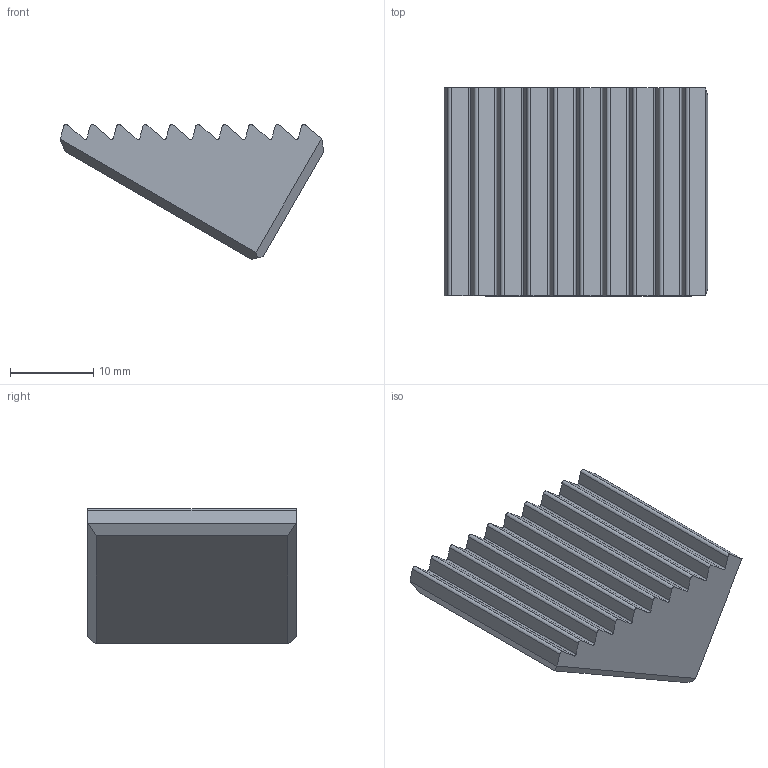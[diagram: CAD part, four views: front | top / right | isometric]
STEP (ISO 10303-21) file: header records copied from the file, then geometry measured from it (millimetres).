
FILE_DESCRIPTION( ( 'Unknown' ), '1' );
FILE_NAME( 'SU25-25030.stp', 'Unknown', ( 'Unknown' ), ( 'Unknown' ), 'XStep 1.0', 'Unknown', ' ' );
FILE_SCHEMA( ( 'CONFIG_CONTROL_DESIGN' ) );
Length unit declared in the file: millimetre
Products named in the file (1): 1
Bounding box: 31.7 x 25 x 16.22 mm (x, y, z)
Volume: 7056.3 mm3; surface area: 2902.2 mm2
Topology: 1 solids, 1 shells, 50 faces, 144 edges, 96 vertices
Faces by surface type: plane 31, cylinder 19
Entity records: 1690 total; most frequent: CARTESIAN_POINT 291, ORIENTED_EDGE 288, DIRECTION 284, EDGE_CURVE 144, LINE 106, VECTOR 106, VERTEX_POINT 96, AXIS2_PLACEMENT_3D 89
